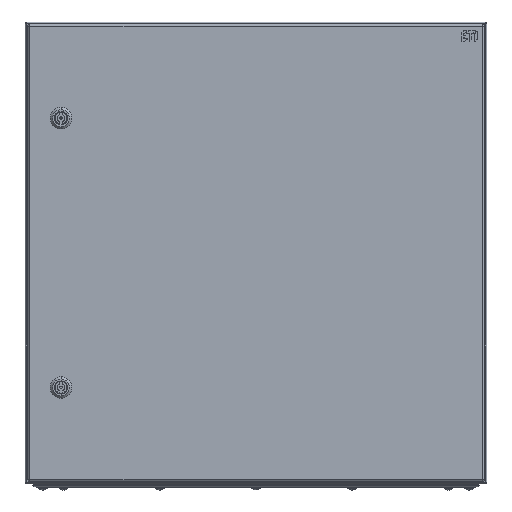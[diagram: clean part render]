
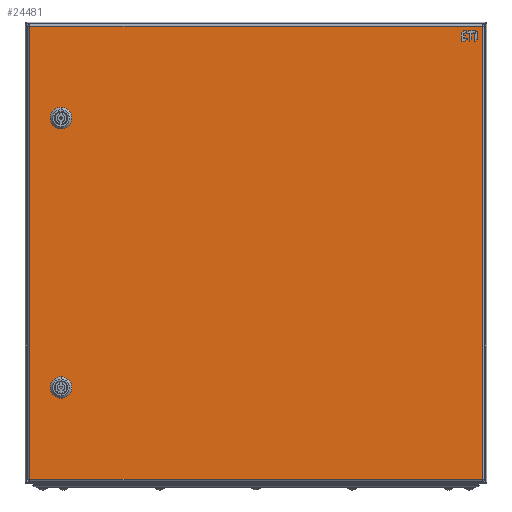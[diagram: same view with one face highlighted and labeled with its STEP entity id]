
A CAD part, front view. The second image highlights one B-rep face of the part: STEP entity #24481.
In plain terms, the highlighted face is planar.
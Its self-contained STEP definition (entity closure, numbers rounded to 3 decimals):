
#23510=DIRECTION('',(1.,0.,0.));
#23511=VECTOR('',#23510,589.);
#23512=CARTESIAN_POINT('',(-294.5,294.2,0.));
#23513=LINE('',#23512,#23511);
#23541=DIRECTION('',(0.,1.,0.));
#23542=VECTOR('',#23541,588.4);
#23543=CARTESIAN_POINT('',(-294.5,-294.2,0.));
#23544=LINE('',#23543,#23542);
#23555=CARTESIAN_POINT('',(-175.,-253.7,0.));
#23556=DIRECTION('',(0.,0.,-1.));
#23557=DIRECTION('',(-0.893,0.449,0.));
#23558=AXIS2_PLACEMENT_3D('',#23555,#23556,#23557);
#23563=CARTESIAN_POINT('',(-175.,-253.7,0.));
#23564=DIRECTION('',(0.,0.,-1.));
#23565=DIRECTION('',(0.449,0.893,0.));
#23566=AXIS2_PLACEMENT_3D('',#23563,#23564,#23565);
#23571=CARTESIAN_POINT('',(-175.,-253.7,0.));
#23572=DIRECTION('',(0.,0.,-1.));
#23573=DIRECTION('',(0.893,-0.449,0.));
#23574=AXIS2_PLACEMENT_3D('',#23571,#23572,#23573);
#23579=CARTESIAN_POINT('',(-175.,-253.7,0.));
#23580=DIRECTION('',(0.,0.,-1.));
#23581=DIRECTION('',(-0.449,-0.893,0.));
#23582=AXIS2_PLACEMENT_3D('',#23579,#23580,#23581);
#23587=CARTESIAN_POINT('',(175.,-253.7,0.));
#23588=DIRECTION('',(0.,0.,-1.));
#23589=DIRECTION('',(-0.449,-0.893,0.));
#23590=AXIS2_PLACEMENT_3D('',#23587,#23588,#23589);
#23595=CARTESIAN_POINT('',(175.,-253.7,0.));
#23596=DIRECTION('',(0.,0.,-1.));
#23597=DIRECTION('',(-0.893,0.449,0.));
#23598=AXIS2_PLACEMENT_3D('',#23595,#23596,#23597);
#23603=CARTESIAN_POINT('',(175.,-253.7,0.));
#23604=DIRECTION('',(0.,0.,-1.));
#23605=DIRECTION('',(0.449,0.893,0.));
#23606=AXIS2_PLACEMENT_3D('',#23603,#23604,#23605);
#23611=CARTESIAN_POINT('',(175.,-253.7,0.));
#23612=DIRECTION('',(0.,0.,-1.));
#23613=DIRECTION('',(0.893,-0.449,0.));
#23614=AXIS2_PLACEMENT_3D('',#23611,#23612,#23613);
#23626=DIRECTION('',(0.,-1.,0.));
#23627=VECTOR('',#23626,588.4);
#23628=CARTESIAN_POINT('',(294.5,294.2,0.));
#23629=LINE('',#23628,#23627);
#23678=DIRECTION('',(-1.,0.,0.));
#23679=VECTOR('',#23678,589.);
#23680=CARTESIAN_POINT('',(294.5,-294.2,0.));
#23681=LINE('',#23680,#23679);
#24025=DIRECTION('',(1.,0.,0.));
#24026=VECTOR('',#24025,10.111);
#24027=CARTESIAN_POINT('',(169.944,-263.75,0.));
#24028=LINE('',#24027,#24026);
#24046=DIRECTION('',(0.,-1.,0.));
#24047=VECTOR('',#24046,10.111);
#24048=CARTESIAN_POINT('',(164.95,-248.644,0.));
#24049=LINE('',#24048,#24047);
#24067=DIRECTION('',(-1.,0.,0.));
#24068=VECTOR('',#24067,10.111);
#24069=CARTESIAN_POINT('',(180.056,-243.65,0.));
#24070=LINE('',#24069,#24068);
#24088=DIRECTION('',(0.,1.,0.));
#24089=VECTOR('',#24088,10.111);
#24090=CARTESIAN_POINT('',(185.05,-258.756,0.));
#24091=LINE('',#24090,#24089);
#24095=DIRECTION('',(0.,-1.,0.));
#24096=VECTOR('',#24095,10.111);
#24097=CARTESIAN_POINT('',(-185.05,-248.644,0.));
#24098=LINE('',#24097,#24096);
#24116=DIRECTION('',(1.,0.,0.));
#24117=VECTOR('',#24116,10.111);
#24118=CARTESIAN_POINT('',(-180.056,-263.75,0.));
#24119=LINE('',#24118,#24117);
#24137=DIRECTION('',(0.,1.,0.));
#24138=VECTOR('',#24137,10.111);
#24139=CARTESIAN_POINT('',(-164.95,-258.756,0.));
#24140=LINE('',#24139,#24138);
#24158=DIRECTION('',(-1.,0.,0.));
#24159=VECTOR('',#24158,10.111);
#24160=CARTESIAN_POINT('',(-169.944,-243.65,0.));
#24161=LINE('',#24160,#24159);
#24251=CARTESIAN_POINT('',(-185.05,-248.644,0.));
#24252=VERTEX_POINT('',#24251);
#24253=CARTESIAN_POINT('',(-185.05,-258.756,0.));
#24254=VERTEX_POINT('',#24253);
#24255=CARTESIAN_POINT('',(-180.056,-243.65,0.));
#24256=VERTEX_POINT('',#24255);
#24257=CARTESIAN_POINT('',(-169.944,-243.65,0.));
#24258=VERTEX_POINT('',#24257);
#24259=CARTESIAN_POINT('',(-164.95,-248.644,0.));
#24260=VERTEX_POINT('',#24259);
#24261=CARTESIAN_POINT('',(-164.95,-258.756,0.));
#24262=VERTEX_POINT('',#24261);
#24263=CARTESIAN_POINT('',(-169.944,-263.75,0.));
#24264=VERTEX_POINT('',#24263);
#24265=CARTESIAN_POINT('',(-180.056,-263.75,0.));
#24266=VERTEX_POINT('',#24265);
#24267=CARTESIAN_POINT('',(294.5,294.2,0.));
#24268=CARTESIAN_POINT('',(294.5,-294.2,0.));
#24269=VERTEX_POINT('',#24267);
#24270=VERTEX_POINT('',#24268);
#24271=CARTESIAN_POINT('',(-294.5,294.2,0.));
#24272=VERTEX_POINT('',#24271);
#24273=CARTESIAN_POINT('',(-294.5,-294.2,0.));
#24274=VERTEX_POINT('',#24273);
#24275=CARTESIAN_POINT('',(169.944,-263.75,0.));
#24276=CARTESIAN_POINT('',(180.056,-263.75,0.));
#24277=VERTEX_POINT('',#24275);
#24278=VERTEX_POINT('',#24276);
#24279=CARTESIAN_POINT('',(164.95,-258.756,0.));
#24280=VERTEX_POINT('',#24279);
#24281=CARTESIAN_POINT('',(164.95,-248.644,0.));
#24282=VERTEX_POINT('',#24281);
#24283=CARTESIAN_POINT('',(169.944,-243.65,0.));
#24284=VERTEX_POINT('',#24283);
#24285=CARTESIAN_POINT('',(180.056,-243.65,0.));
#24286=VERTEX_POINT('',#24285);
#24287=CARTESIAN_POINT('',(185.05,-248.644,0.));
#24288=VERTEX_POINT('',#24287);
#24289=CARTESIAN_POINT('',(185.05,-258.756,0.));
#24290=VERTEX_POINT('',#24289);
#24432=CARTESIAN_POINT('',(0.,0.,0.));
#24433=DIRECTION('',(0.,0.,-1.));
#24434=DIRECTION('',(-1.,0.,0.));
#24435=AXIS2_PLACEMENT_3D('',#24432,#24433,#24434);
#24436=PLANE('',#24435);
#24438=ORIENTED_EDGE('',*,*,#24437,.F.);
#24439=ORIENTED_EDGE('',*,*,#24399,.F.);
#24440=ORIENTED_EDGE('',*,*,#24422,.F.);
#24442=ORIENTED_EDGE('',*,*,#24441,.F.);
#24443=EDGE_LOOP('',(#24438,#24439,#24440,#24442));
#24444=FACE_OUTER_BOUND('',#24443,.F.);
#24446=ORIENTED_EDGE('',*,*,#24445,.T.);
#24448=ORIENTED_EDGE('',*,*,#24447,.F.);
#24450=ORIENTED_EDGE('',*,*,#24449,.T.);
#24452=ORIENTED_EDGE('',*,*,#24451,.F.);
#24454=ORIENTED_EDGE('',*,*,#24453,.T.);
#24456=ORIENTED_EDGE('',*,*,#24455,.F.);
#24458=ORIENTED_EDGE('',*,*,#24457,.T.);
#24460=ORIENTED_EDGE('',*,*,#24459,.F.);
#24461=EDGE_LOOP('',(#24446,#24448,#24450,#24452,#24454,#24456,#24458,#24460));
#24462=FACE_BOUND('',#24461,.F.);
#24464=ORIENTED_EDGE('',*,*,#24463,.F.);
#24466=ORIENTED_EDGE('',*,*,#24465,.T.);
#24468=ORIENTED_EDGE('',*,*,#24467,.F.);
#24470=ORIENTED_EDGE('',*,*,#24469,.T.);
#24472=ORIENTED_EDGE('',*,*,#24471,.F.);
#24474=ORIENTED_EDGE('',*,*,#24473,.T.);
#24476=ORIENTED_EDGE('',*,*,#24475,.F.);
#24478=ORIENTED_EDGE('',*,*,#24477,.T.);
#24479=EDGE_LOOP('',(#24464,#24466,#24468,#24470,#24472,#24474,#24476,#24478));
#24480=FACE_BOUND('',#24479,.F.);
#23559=CIRCLE('',#23558,11.25);
#23567=CIRCLE('',#23566,11.25);
#23575=CIRCLE('',#23574,11.25);
#23583=CIRCLE('',#23582,11.25);
#23591=CIRCLE('',#23590,11.25);
#23599=CIRCLE('',#23598,11.25);
#23607=CIRCLE('',#23606,11.25);
#23615=CIRCLE('',#23614,11.25);
#24399=EDGE_CURVE('',#24272,#24269,#23513,.T.);
#24422=EDGE_CURVE('',#24274,#24272,#23544,.T.);
#24437=EDGE_CURVE('',#24269,#24270,#23629,.T.);
#24441=EDGE_CURVE('',#24270,#24274,#23681,.T.);
#24445=EDGE_CURVE('',#24252,#24256,#23559,.T.);
#24447=EDGE_CURVE('',#24258,#24256,#24161,.T.);
#24449=EDGE_CURVE('',#24258,#24260,#23567,.T.);
#24451=EDGE_CURVE('',#24262,#24260,#24140,.T.);
#24453=EDGE_CURVE('',#24262,#24264,#23575,.T.);
#24455=EDGE_CURVE('',#24266,#24264,#24119,.T.);
#24457=EDGE_CURVE('',#24266,#24254,#23583,.T.);
#24459=EDGE_CURVE('',#24252,#24254,#24098,.T.);
#24463=EDGE_CURVE('',#24277,#24278,#24028,.T.);
#24465=EDGE_CURVE('',#24277,#24280,#23591,.T.);
#24467=EDGE_CURVE('',#24282,#24280,#24049,.T.);
#24469=EDGE_CURVE('',#24282,#24284,#23599,.T.);
#24471=EDGE_CURVE('',#24286,#24284,#24070,.T.);
#24473=EDGE_CURVE('',#24286,#24288,#23607,.T.);
#24475=EDGE_CURVE('',#24290,#24288,#24091,.T.);
#24477=EDGE_CURVE('',#24290,#24278,#23615,.T.);
#24481=ADVANCED_FACE('',(#24444,#24462,#24480),#24436,.T.);
